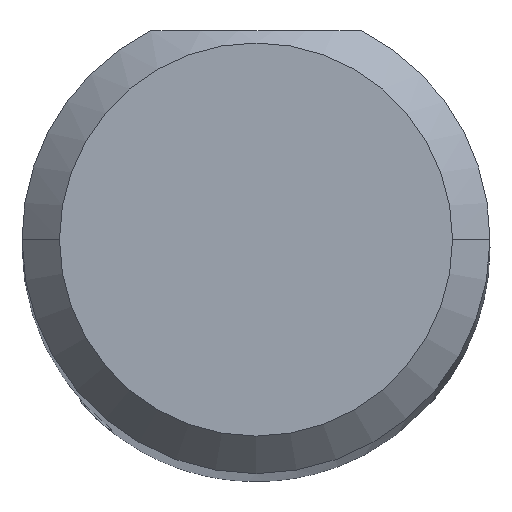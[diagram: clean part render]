
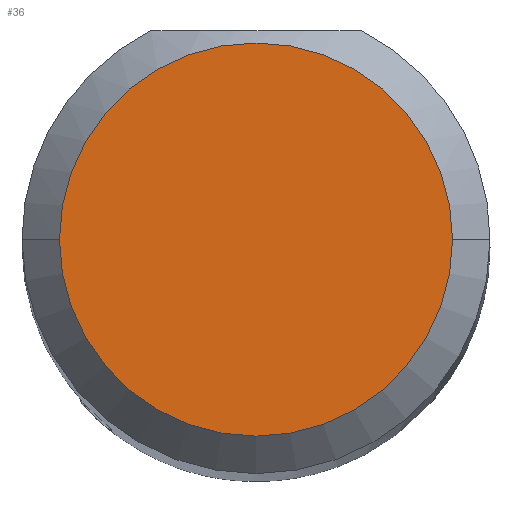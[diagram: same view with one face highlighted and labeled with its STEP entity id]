
A CAD part, top view. The second image highlights one B-rep face of the part: STEP entity #36.
In plain terms, the highlighted planar face has unit normal (0, 0, 1).
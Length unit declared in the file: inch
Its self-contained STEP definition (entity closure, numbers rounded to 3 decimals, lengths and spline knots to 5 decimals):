
#10 = VERTEX_POINT ( 'NONE', #486 ) ;
#18 = DIRECTION ( 'NONE',  ( 0., 0., 1. ) ) ;
#36 = ADVANCED_FACE ( 'NONE', ( #423 ), #716, .T. ) ;
#49 = AXIS2_PLACEMENT_3D ( 'NONE', #61, #413, #247 ) ;
#61 = CARTESIAN_POINT ( 'NONE',  ( 0., 0., 2. ) ) ;
#210 = EDGE_LOOP ( 'NONE', ( #415, #620 ) ) ;
#217 = CARTESIAN_POINT ( 'NONE',  ( -0.07875, 0., 2. ) ) ;
#218 = EDGE_CURVE ( 'NONE', #562, #10, #477, .T. ) ;
#241 = CIRCLE ( 'NONE', #49, 0.07875 ) ;
#247 = DIRECTION ( 'NONE',  ( 1., 0., 0. ) ) ;
#278 = CARTESIAN_POINT ( 'NONE',  ( 0., 0., 2. ) ) ;
#291 = EDGE_CURVE ( 'NONE', #10, #562, #241, .T. ) ;
#324 = DIRECTION ( 'NONE',  ( 1., 0., 0. ) ) ;
#413 = DIRECTION ( 'NONE',  ( 0., 0., 1. ) ) ;
#415 = ORIENTED_EDGE ( 'NONE', *, *, #218, .T. ) ;
#423 = FACE_OUTER_BOUND ( 'NONE', #210, .T. ) ;
#457 = DIRECTION ( 'NONE',  ( 1., 0., 0. ) ) ;
#477 = CIRCLE ( 'NONE', #701, 0.07875 ) ;
#486 = CARTESIAN_POINT ( 'NONE',  ( 0.07875, 0., 2. ) ) ;
#562 = VERTEX_POINT ( 'NONE', #217 ) ;
#600 = AXIS2_PLACEMENT_3D ( 'NONE', #650, #704, #324 ) ;
#620 = ORIENTED_EDGE ( 'NONE', *, *, #291, .T. ) ;
#650 = CARTESIAN_POINT ( 'NONE',  ( 0., 0., 2. ) ) ;
#701 = AXIS2_PLACEMENT_3D ( 'NONE', #278, #18, #457 ) ;
#704 = DIRECTION ( 'NONE',  ( 0., 0., 1. ) ) ;
#716 = PLANE ( 'NONE',  #600 ) ;
